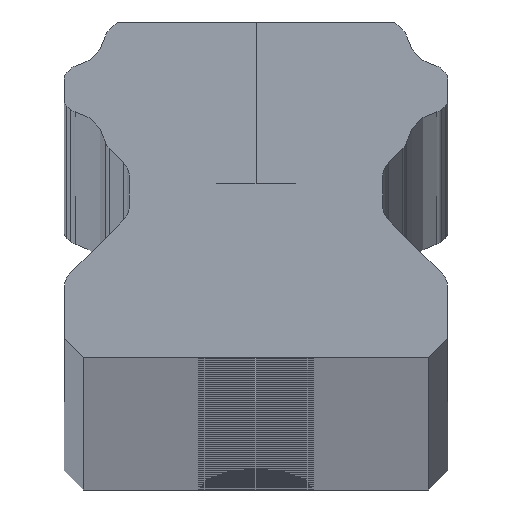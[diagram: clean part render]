
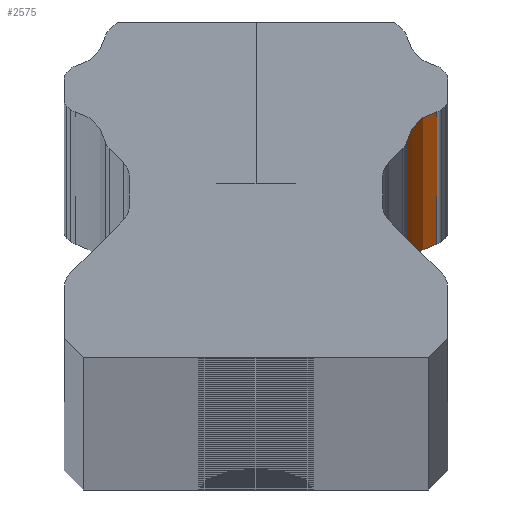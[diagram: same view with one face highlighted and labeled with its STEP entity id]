
A CAD part, top view. The second image highlights one B-rep face of the part: STEP entity #2575.
In plain terms, the highlighted cylindrical face has radius 2 mm (diameter 4 mm), a partial arc.
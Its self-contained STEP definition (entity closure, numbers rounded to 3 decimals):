
#235 = EDGE_LOOP ( 'NONE', ( #10160, #9518, #3775, #6057 ) ) ;
#416 = CARTESIAN_POINT ( 'NONE',  ( 9.811, -3.146, 1975. ) ) ;
#689 = DIRECTION ( 'NONE',  ( -1., 0., 0. ) ) ;
#753 = CARTESIAN_POINT ( 'NONE',  ( 9.432, -1.182, 1975. ) ) ;
#1024 = CIRCLE ( 'NONE', #11517, 2. ) ;
#1518 = CARTESIAN_POINT ( 'NONE',  ( 9.432, -1.182, -1975. ) ) ;
#1839 = LINE ( 'NONE', #10623, #2561 ) ;
#1840 = VERTEX_POINT ( 'NONE', #2863 ) ;
#2264 = VECTOR ( 'NONE', #8759, 1000. ) ;
#2270 = EDGE_CURVE ( 'NONE', #2431, #5687, #6949, .T. ) ;
#2431 = VERTEX_POINT ( 'NONE', #9940 ) ;
#2448 = AXIS2_PLACEMENT_3D ( 'NONE', #416, #11215, #5780 ) ;
#2539 = DIRECTION ( 'NONE',  ( 0., 0., -1. ) ) ;
#2555 = DIRECTION ( 'NONE',  ( 0., 0., -1. ) ) ;
#2561 = VECTOR ( 'NONE', #2539, 1000. ) ;
#2575 = ADVANCED_FACE ( 'NONE', ( #10750 ), #7086, .F. ) ;
#2863 = CARTESIAN_POINT ( 'NONE',  ( 9.432, -1.182, 1975. ) ) ;
#2865 = EDGE_CURVE ( 'NONE', #3019, #2431, #1839, .T. ) ;
#3019 = VERTEX_POINT ( 'NONE', #6406 ) ;
#3633 = DIRECTION ( 'NONE',  ( 0., 0., -1. ) ) ;
#3775 = ORIENTED_EDGE ( 'NONE', *, *, #10892, .F. ) ;
#4432 = EDGE_CURVE ( 'NONE', #1840, #5687, #10452, .T. ) ;
#5687 = VERTEX_POINT ( 'NONE', #1518 ) ;
#5780 = DIRECTION ( 'NONE',  ( -1., 0., 0. ) ) ;
#6057 = ORIENTED_EDGE ( 'NONE', *, *, #2865, .T. ) ;
#6406 = CARTESIAN_POINT ( 'NONE',  ( 7.847, -2.767, 1975. ) ) ;
#6949 = CIRCLE ( 'NONE', #9838, 2. ) ;
#7086 = CYLINDRICAL_SURFACE ( 'NONE', #2448, 2. ) ;
#8203 = CARTESIAN_POINT ( 'NONE',  ( 9.811, -3.146, 1975. ) ) ;
#8759 = DIRECTION ( 'NONE',  ( 0., 0., -1. ) ) ;
#9518 = ORIENTED_EDGE ( 'NONE', *, *, #4432, .F. ) ;
#9838 = AXIS2_PLACEMENT_3D ( 'NONE', #11465, #2555, #689 ) ;
#9940 = CARTESIAN_POINT ( 'NONE',  ( 7.847, -2.767, -1975. ) ) ;
#10160 = ORIENTED_EDGE ( 'NONE', *, *, #2270, .T. ) ;
#10452 = LINE ( 'NONE', #753, #2264 ) ;
#10623 = CARTESIAN_POINT ( 'NONE',  ( 7.847, -2.767, 1975. ) ) ;
#10750 = FACE_OUTER_BOUND ( 'NONE', #235, .T. ) ;
#10892 = EDGE_CURVE ( 'NONE', #3019, #1840, #1024, .T. ) ;
#10939 = DIRECTION ( 'NONE',  ( -1., 0., 0. ) ) ;
#11215 = DIRECTION ( 'NONE',  ( 0., 0., -1. ) ) ;
#11465 = CARTESIAN_POINT ( 'NONE',  ( 9.811, -3.146, -1975. ) ) ;
#11517 = AXIS2_PLACEMENT_3D ( 'NONE', #8203, #3633, #10939 ) ;
